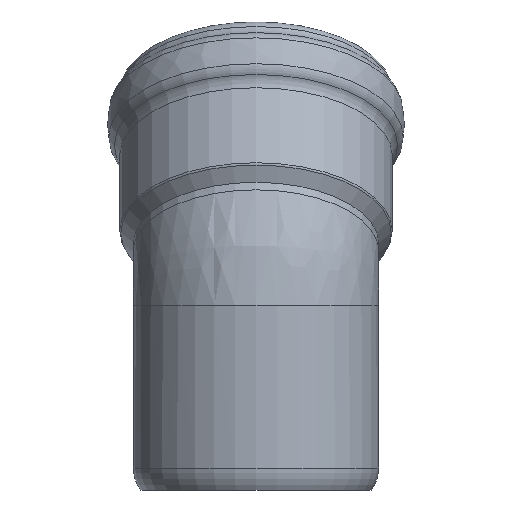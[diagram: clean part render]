
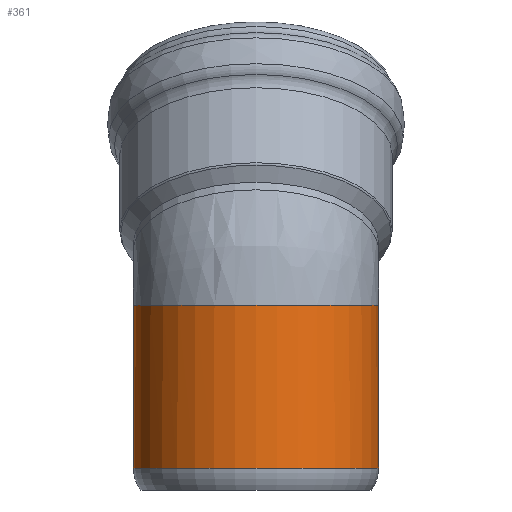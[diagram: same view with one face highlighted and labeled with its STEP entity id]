
A CAD part, left-side view. The second image highlights one B-rep face of the part: STEP entity #361.
In plain terms, the highlighted cylindrical face has radius 39 mm (diameter 78 mm), a full revolution.
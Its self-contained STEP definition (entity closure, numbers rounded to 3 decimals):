
#28=CYLINDRICAL_SURFACE('',#422,39.);
#32=ELLIPSE('',#368,40.482,39.);
#61=FACE_BOUND('',#146,.T.);
#91=FACE_OUTER_BOUND('',#145,.T.);
#145=EDGE_LOOP('',(#315));
#146=EDGE_LOOP('',(#316,#317));
#150=CIRCLE('',#367,39.);
#152=CIRCLE('',#371,39.);
#181=VERTEX_POINT('',#548);
#182=VERTEX_POINT('',#574);
#184=VERTEX_POINT('',#583);
#213=EDGE_CURVE('',#181,#181,#150,.T.);
#215=EDGE_CURVE('',#182,#184,#32,.T.);
#219=EDGE_CURVE('',#184,#182,#152,.T.);
#315=ORIENTED_EDGE('',*,*,#213,.T.);
#316=ORIENTED_EDGE('',*,*,#215,.F.);
#317=ORIENTED_EDGE('',*,*,#219,.F.);
#361=ADVANCED_FACE('',(#91,#61),#28,.T.);
#367=AXIS2_PLACEMENT_3D('',#549,#430,#431);
#368=AXIS2_PLACEMENT_3D('',#584,#432,#433);
#371=AXIS2_PLACEMENT_3D('',#622,#438,#439);
#422=AXIS2_PLACEMENT_3D('',#756,#540,#541);
#430=DIRECTION('center_axis',(0.,0.,1.));
#431=DIRECTION('ref_axis',(-1.,0.,0.));
#432=DIRECTION('center_axis',(0.268,0.,0.963));
#433=DIRECTION('ref_axis',(0.963,0.,-0.268));
#438=DIRECTION('center_axis',(0.,0.,1.));
#439=DIRECTION('ref_axis',(-1.,0.,0.));
#540=DIRECTION('center_axis',(0.,0.,1.));
#541=DIRECTION('ref_axis',(-1.,0.,0.));
#548=CARTESIAN_POINT('',(-39.,0.,7.));
#549=CARTESIAN_POINT('Origin',(0.,0.,7.));
#574=CARTESIAN_POINT('',(33.222,-20.428,58.756));
#583=CARTESIAN_POINT('',(33.222,20.428,58.756));
#584=CARTESIAN_POINT('Origin',(0.,0.,68.));
#622=CARTESIAN_POINT('Origin',(0.,0.,58.756));
#756=CARTESIAN_POINT('Origin',(0.,0.,0.));
